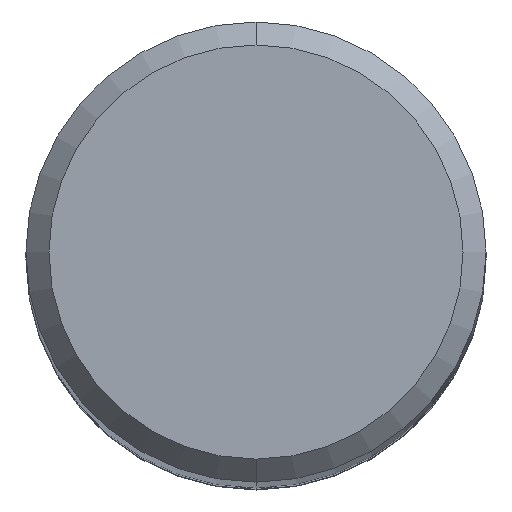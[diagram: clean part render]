
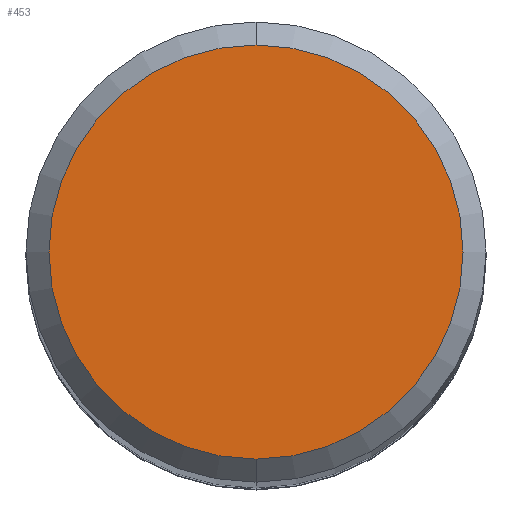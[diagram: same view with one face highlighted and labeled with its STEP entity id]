
A CAD part, top view. The second image highlights one B-rep face of the part: STEP entity #453.
In plain terms, the highlighted planar face has unit normal (0, 0, 1).
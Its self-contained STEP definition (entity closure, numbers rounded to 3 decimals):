
#217=VERTEX_POINT('',#592);
#367=EDGE_CURVE('',#457,#217,#762,.T.);
#385=EDGE_CURVE('',#217,#457,#782,.T.);
#453=ADVANCED_FACE('',(#861),#862,.T.);
#457=VERTEX_POINT('',#866);
#592=CARTESIAN_POINT('',(0.0,4.5,0.0));
#762=CIRCLE('',#1350,4.5);
#782=CIRCLE('',#1373,4.5);
#861=FACE_OUTER_BOUND('',#1556,.T.);
#862=PLANE('',#1557);
#866=CARTESIAN_POINT('',(0.,-4.5,0.0));
#1350=AXIS2_PLACEMENT_3D('',#1956,#1957,#1958);
#1373=AXIS2_PLACEMENT_3D('',#1982,#1983,#1984);
#1556=EDGE_LOOP('',(#2094,#2095));
#1557=AXIS2_PLACEMENT_3D('',#2096,#2097,#2098);
#1956=CARTESIAN_POINT('',(0.0,0.0,0.0));
#1957=DIRECTION('',(0.0,0.0,-1.0));
#1958=DIRECTION('',(0.0,1.0,0.0));
#1982=CARTESIAN_POINT('',(0.0,0.0,0.0));
#1983=DIRECTION('',(0.0,0.0,-1.0));
#1984=DIRECTION('',(0.0,1.0,0.0));
#2094=ORIENTED_EDGE('',*,*,#385,.F.);
#2095=ORIENTED_EDGE('',*,*,#367,.F.);
#2096=CARTESIAN_POINT('',(0.0,2.25,0.0));
#2097=DIRECTION('',(-0.0,0.0,1.0));
#2098=DIRECTION('',(0.0,-1.0,0.0));
